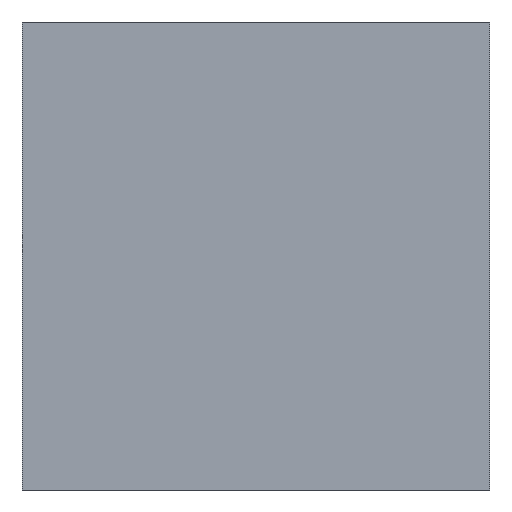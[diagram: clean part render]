
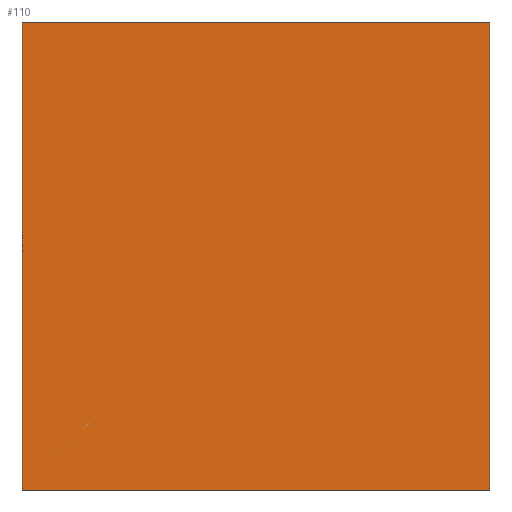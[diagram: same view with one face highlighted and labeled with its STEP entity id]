
A CAD part, left-side view. The second image highlights one B-rep face of the part: STEP entity #110.
In plain terms, the highlighted planar face has unit normal (-1, 0, 0).
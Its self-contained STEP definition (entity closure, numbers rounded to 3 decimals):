
#24=FACE_OUTER_BOUND('',#30,.T.);
#30=EDGE_LOOP('',(#95,#96,#97,#98));
#36=LINE('',#178,#48);
#39=LINE('',#183,#51);
#40=LINE('',#186,#52);
#42=LINE('',#189,#54);
#48=VECTOR('',#146,10.);
#51=VECTOR('',#151,10.);
#52=VECTOR('',#154,10.);
#54=VECTOR('',#158,10.);
#59=VERTEX_POINT('',#175);
#60=VERTEX_POINT('',#177);
#61=VERTEX_POINT('',#181);
#62=VERTEX_POINT('',#185);
#68=EDGE_CURVE('',#60,#59,#36,.T.);
#71=EDGE_CURVE('',#59,#61,#39,.T.);
#72=EDGE_CURVE('',#62,#60,#40,.T.);
#74=EDGE_CURVE('',#61,#62,#42,.T.);
#95=ORIENTED_EDGE('',*,*,#68,.T.);
#96=ORIENTED_EDGE('',*,*,#71,.T.);
#97=ORIENTED_EDGE('',*,*,#74,.T.);
#98=ORIENTED_EDGE('',*,*,#72,.T.);
#104=PLANE('',#131);
#110=ADVANCED_FACE('',(#24),#104,.F.);
#131=AXIS2_PLACEMENT_3D('',#190,#159,#160);
#146=DIRECTION('',(0.,0.,1.));
#151=DIRECTION('',(0.,1.,0.));
#154=DIRECTION('',(0.,-1.,0.));
#158=DIRECTION('',(0.,0.,-1.));
#159=DIRECTION('center_axis',(1.,0.,0.));
#160=DIRECTION('ref_axis',(0.,0.,-1.));
#175=CARTESIAN_POINT('',(-0.1,57.85,32.85));
#177=CARTESIAN_POINT('',(-0.1,57.85,30.55));
#178=CARTESIAN_POINT('',(-0.1,57.85,31.125));
#181=CARTESIAN_POINT('',(-0.1,60.15,32.85));
#183=CARTESIAN_POINT('',(-0.1,58.425,32.85));
#185=CARTESIAN_POINT('',(-0.1,60.15,30.55));
#186=CARTESIAN_POINT('',(-0.1,59.575,30.55));
#189=CARTESIAN_POINT('',(-0.1,60.15,32.275));
#190=CARTESIAN_POINT('Origin',(-0.1,59.,31.7));
